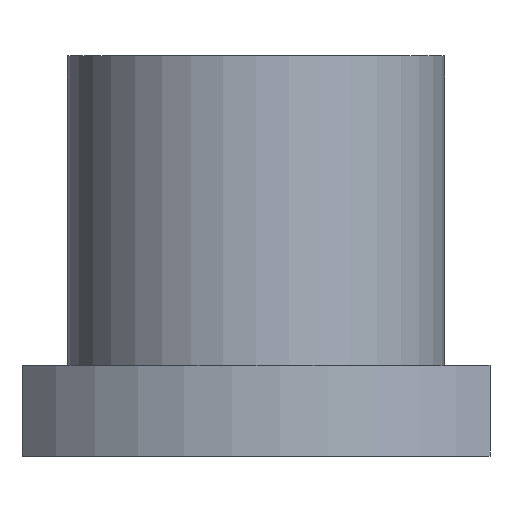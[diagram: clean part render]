
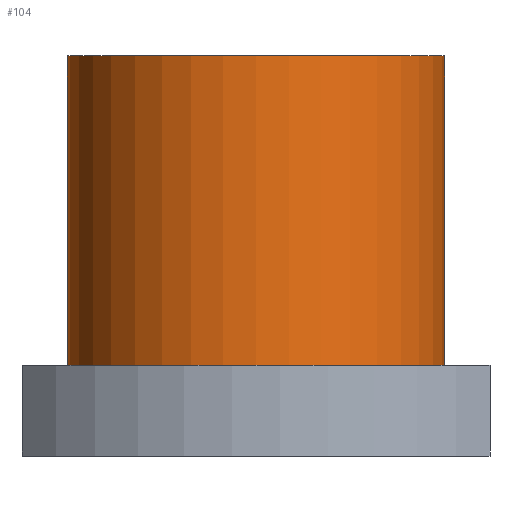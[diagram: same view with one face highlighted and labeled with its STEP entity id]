
A CAD part, front view. The second image highlights one B-rep face of the part: STEP entity #104.
In plain terms, the highlighted cylindrical face has radius 25 mm (diameter 50 mm), a full revolution.
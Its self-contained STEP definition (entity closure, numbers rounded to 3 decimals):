
#104=ADVANCED_FACE('',(#134,#135),#122,.T.);
#122=CYLINDRICAL_SURFACE('',#395,25.);
#134=FACE_BOUND('',#183,.T.);
#135=FACE_BOUND('',#184,.T.);
#183=EDGE_LOOP('',(#248));
#184=EDGE_LOOP('',(#249));
#248=ORIENTED_EDGE('',*,*,#340,.F.);
#249=ORIENTED_EDGE('',*,*,#341,.T.);
#312=VERTEX_POINT('',#590);
#313=VERTEX_POINT('',#592);
#340=EDGE_CURVE('',#312,#312,#369,.T.);
#341=EDGE_CURVE('',#313,#313,#370,.T.);
#369=CIRCLE('',#393,25.);
#370=CIRCLE('',#394,25.);
#393=AXIS2_PLACEMENT_3D('',#589,#440,#441);
#394=AXIS2_PLACEMENT_3D('',#591,#442,#443);
#395=AXIS2_PLACEMENT_3D('',#593,#444,#445);
#440=DIRECTION('',(0.,0.,-1.));
#441=DIRECTION('',(1.,0.,0.));
#442=DIRECTION('',(0.,0.,-1.));
#443=DIRECTION('',(1.,0.,0.));
#444=DIRECTION('',(0.,0.,-1.));
#445=DIRECTION('',(-1.,0.,0.));
#589=CARTESIAN_POINT('',(0.,0.,12.));
#590=CARTESIAN_POINT('',(25.,0.,12.));
#591=CARTESIAN_POINT('',(0.,0.,53.));
#592=CARTESIAN_POINT('',(25.,0.,53.));
#593=CARTESIAN_POINT('',(0.,0.,53.));
